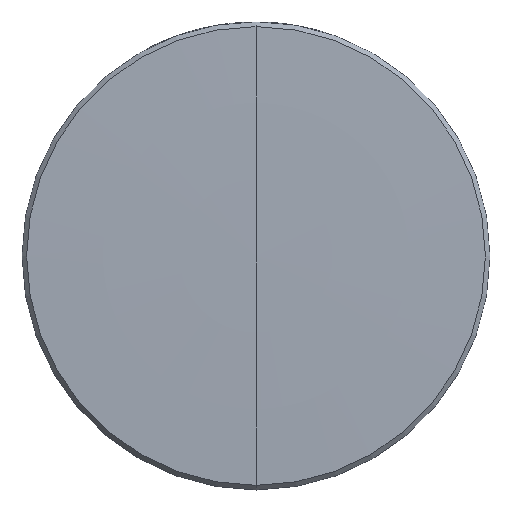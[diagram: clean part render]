
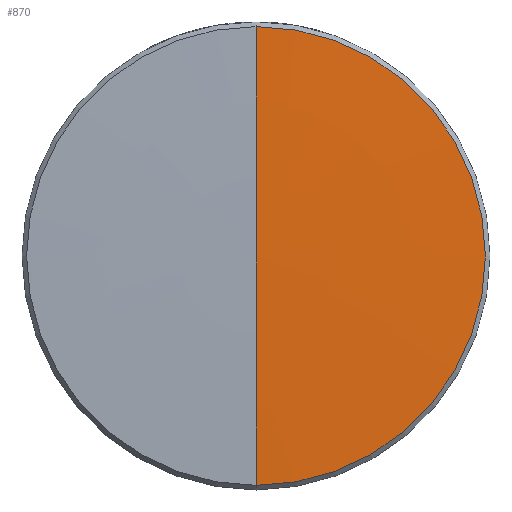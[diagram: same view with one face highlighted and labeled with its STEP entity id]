
A CAD part, top view. The second image highlights one B-rep face of the part: STEP entity #870.
In plain terms, the highlighted toroidal (fillet/blend) face has major radius 0.193 mm and minor radius 460.08 mm.
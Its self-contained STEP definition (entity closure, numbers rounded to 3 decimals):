
#17 = VERTEX_POINT ( 'NONE', #2207 ) ;
#67 = ORIENTED_EDGE ( 'NONE', *, *, #3601, .T. ) ;
#92 = EDGE_CURVE ( 'NONE', #3120, #17, #451, .T. ) ;
#121 = FACE_OUTER_BOUND ( 'NONE', #1533, .T. ) ;
#173 = CARTESIAN_POINT ( 'NONE',  ( 0., 0.193, -457.91 ) ) ;
#308 = DIRECTION ( 'NONE',  ( 0., 1., 0. ) ) ;
#315 = ORIENTED_EDGE ( 'NONE', *, *, #1488, .F. ) ;
#323 = DIRECTION ( 'NONE',  ( 0., 0., -1. ) ) ;
#451 = CIRCLE ( 'NONE', #1315, 460.08 ) ;
#478 = CIRCLE ( 'NONE', #2037, 12.45 ) ;
#710 = DIRECTION ( 'NONE',  ( 0., 0., 1. ) ) ;
#870 = ADVANCED_FACE ( 'NONE', ( #121 ), #3900, .T. ) ;
#890 = AXIS2_PLACEMENT_3D ( 'NONE', #173, #3795, #1432 ) ;
#979 = VERTEX_POINT ( 'NONE', #2432 ) ;
#1315 = AXIS2_PLACEMENT_3D ( 'NONE', #2822, #3727, #2835 ) ;
#1432 = DIRECTION ( 'NONE',  ( 0., 0., 1. ) ) ;
#1488 = EDGE_CURVE ( 'NONE', #3120, #979, #3277, .T. ) ;
#1493 = CARTESIAN_POINT ( 'NONE',  ( 0., 0., 2.17 ) ) ;
#1533 = EDGE_LOOP ( 'NONE', ( #315, #2992, #67 ) ) ;
#2037 = AXIS2_PLACEMENT_3D ( 'NONE', #2756, #710, #3669 ) ;
#2207 = CARTESIAN_POINT ( 'NONE',  ( 0., -12.45, 2.007 ) ) ;
#2432 = CARTESIAN_POINT ( 'NONE',  ( 0., 12.45, 2.007 ) ) ;
#2717 = CARTESIAN_POINT ( 'NONE',  ( 0., 0., -457.91 ) ) ;
#2756 = CARTESIAN_POINT ( 'NONE',  ( 0., 0., 2.007 ) ) ;
#2822 = CARTESIAN_POINT ( 'NONE',  ( 0., -0.193, -457.91 ) ) ;
#2835 = DIRECTION ( 'NONE',  ( 0., 1., 0. ) ) ;
#2992 = ORIENTED_EDGE ( 'NONE', *, *, #92, .T. ) ;
#3120 = VERTEX_POINT ( 'NONE', #1493 ) ;
#3277 = CIRCLE ( 'NONE', #890, 460.08 ) ;
#3510 = AXIS2_PLACEMENT_3D ( 'NONE', #2717, #323, #308 ) ;
#3601 = EDGE_CURVE ( 'NONE', #17, #979, #478, .T. ) ;
#3669 = DIRECTION ( 'NONE',  ( 0., 1., 0. ) ) ;
#3727 = DIRECTION ( 'NONE',  ( 1., 0., 0. ) ) ;
#3795 = DIRECTION ( 'NONE',  ( -1., 0., 0. ) ) ;
#3900 = TOROIDAL_SURFACE ( 'NONE', #3510, 0.193, 460.08 ) ;
